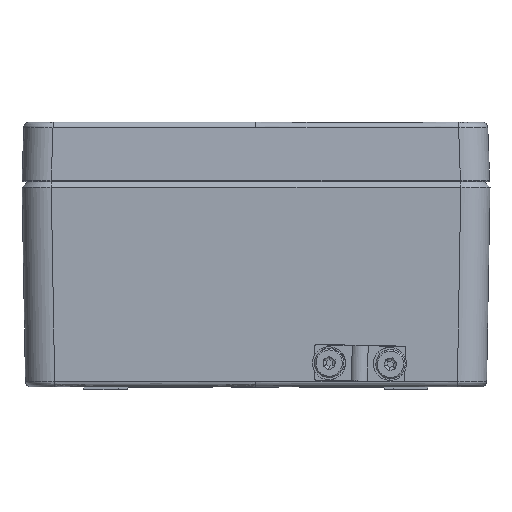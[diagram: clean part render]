
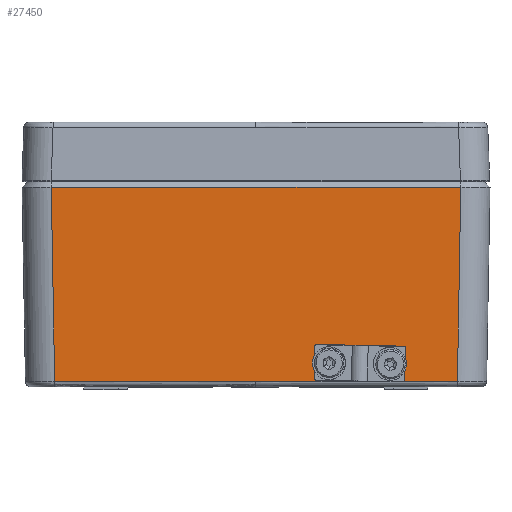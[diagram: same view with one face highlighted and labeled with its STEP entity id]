
A CAD part, front view. The second image highlights one B-rep face of the part: STEP entity #27450.
In plain terms, the highlighted planar face has unit normal (0, -1, -0.018).
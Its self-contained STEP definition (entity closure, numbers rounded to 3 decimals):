
#43 = VERTEX_POINT('',#44);
#44 = CARTESIAN_POINT('',(25.105,-79.067,
    -65.335));
#50 = EDGE_CURVE('',#51,#43,#53,.T.);
#51 = VERTEX_POINT('',#52);
#52 = CARTESIAN_POINT('',(25.105,-79.172,
    -59.336));
#53 = CIRCLE('',#54,3.);
#54 = AXIS2_PLACEMENT_3D('',#55,#56,#57);
#55 = CARTESIAN_POINT('',(25.105,-79.119,
    -62.336));
#56 = DIRECTION('',(0.,-1.,-0.017));
#57 = DIRECTION('',(0.,0.017,-1.));
#85 = VERTEX_POINT('',#86);
#86 = CARTESIAN_POINT('',(46.105,-79.067,
    -65.335));
#92 = EDGE_CURVE('',#93,#85,#95,.T.);
#93 = VERTEX_POINT('',#94);
#94 = CARTESIAN_POINT('',(46.105,-79.172,
    -59.336));
#95 = CIRCLE('',#96,3.);
#96 = AXIS2_PLACEMENT_3D('',#97,#98,#99);
#97 = CARTESIAN_POINT('',(46.105,-79.119,
    -62.336));
#98 = DIRECTION('',(0.,-1.,-0.017));
#99 = DIRECTION('',(0.,0.017,-1.));
#24942 = VERTEX_POINT('',#24943);
#24943 = CARTESIAN_POINT('',(-68.854,-79.014,
    -68.335));
#25055 = VERTEX_POINT('',#25056);
#25056 = CARTESIAN_POINT('',(0.,-79.014,
    -68.335));
#25068 = EDGE_CURVE('',#25055,#24942,#25069,.T.);
#25069 = LINE('',#25070,#25071);
#25070 = CARTESIAN_POINT('',(-34.128,-79.014,
    -68.335));
#25071 = VECTOR('',#25072,1.);
#25072 = DIRECTION('',(-1.,0.,-0.));
#25207 = EDGE_CURVE('',#25055,#25208,#25210,.T.);
#25208 = VERTEX_POINT('',#25209);
#25209 = CARTESIAN_POINT('',(69.004,-79.014,
    -68.335));
#25210 = LINE('',#25211,#25212);
#25211 = CARTESIAN_POINT('',(34.37,-79.014,
    -68.335));
#25212 = VECTOR('',#25213,1.);
#25213 = DIRECTION('',(1.,0.,-0.));
#27425 = EDGE_CURVE('',#24942,#27426,#27428,.T.);
#27426 = VERTEX_POINT('',#27427);
#27427 = CARTESIAN_POINT('',(-70.012,-80.172,
    -2.));
#27428 = LINE('',#27429,#27430);
#27429 = CARTESIAN_POINT('',(-69.433,-79.594,
    -35.15));
#27430 = VECTOR('',#27431,1.);
#27431 = DIRECTION('',(-0.017,-0.017,
    1.));
#27450 = ADVANCED_FACE('',(#27451,#27461,#27471),#27501,.F.);
#27451 = FACE_BOUND('',#27452,.T.);
#27452 = EDGE_LOOP('',(#27453,#27460));
#27453 = ORIENTED_EDGE('',*,*,#27454,.F.);
#27454 = EDGE_CURVE('',#43,#51,#27455,.T.);
#27455 = CIRCLE('',#27456,3.);
#27456 = AXIS2_PLACEMENT_3D('',#27457,#27458,#27459);
#27457 = CARTESIAN_POINT('',(25.105,-79.119,
    -62.336));
#27458 = DIRECTION('',(0.,-1.,-0.017));
#27459 = DIRECTION('',(0.,0.017,-1.));
#27460 = ORIENTED_EDGE('',*,*,#50,.F.);
#27461 = FACE_BOUND('',#27462,.T.);
#27462 = EDGE_LOOP('',(#27463,#27470));
#27463 = ORIENTED_EDGE('',*,*,#27464,.F.);
#27464 = EDGE_CURVE('',#85,#93,#27465,.T.);
#27465 = CIRCLE('',#27466,3.);
#27466 = AXIS2_PLACEMENT_3D('',#27467,#27468,#27469);
#27467 = CARTESIAN_POINT('',(46.105,-79.119,
    -62.336));
#27468 = DIRECTION('',(0.,-1.,-0.017));
#27469 = DIRECTION('',(0.,0.017,-1.));
#27470 = ORIENTED_EDGE('',*,*,#92,.F.);
#27471 = FACE_BOUND('',#27472,.F.);
#27472 = EDGE_LOOP('',(#27473,#27474,#27483,#27492,#27499,#27500));
#27473 = ORIENTED_EDGE('',*,*,#27425,.T.);
#27474 = ORIENTED_EDGE('',*,*,#27475,.T.);
#27475 = EDGE_CURVE('',#27426,#27476,#27478,.T.);
#27476 = VERTEX_POINT('',#27477);
#27477 = CARTESIAN_POINT('',(0.,-80.172,
    -2.));
#27478 = B_SPLINE_CURVE_WITH_KNOTS('',3,(#27479,#27480,#27481,#27482),
  .UNSPECIFIED.,.F.,.F.,(4,4),(0.,1.),.PIECEWISE_BEZIER_KNOTS.);
#27479 = CARTESIAN_POINT('',(-70.012,-80.172,
    -2.));
#27480 = CARTESIAN_POINT('',(-46.674,-80.172,
    -2.));
#27481 = CARTESIAN_POINT('',(-23.337,-80.172,
    -2.));
#27482 = CARTESIAN_POINT('',(0.,-80.172,
    -2.));
#27483 = ORIENTED_EDGE('',*,*,#27484,.F.);
#27484 = EDGE_CURVE('',#27485,#27476,#27487,.T.);
#27485 = VERTEX_POINT('',#27486);
#27486 = CARTESIAN_POINT('',(70.162,-80.172,
    -2.));
#27487 = B_SPLINE_CURVE_WITH_KNOTS('',3,(#27488,#27489,#27490,#27491),
  .UNSPECIFIED.,.F.,.F.,(4,4),(0.,1.),.PIECEWISE_BEZIER_KNOTS.);
#27488 = CARTESIAN_POINT('',(70.162,-80.172,
    -2.));
#27489 = CARTESIAN_POINT('',(46.774,-80.172,
    -2.));
#27490 = CARTESIAN_POINT('',(23.387,-80.172,
    -2.));
#27491 = CARTESIAN_POINT('',(0.,-80.172,
    -2.));
#27492 = ORIENTED_EDGE('',*,*,#27493,.F.);
#27493 = EDGE_CURVE('',#25208,#27485,#27494,.T.);
#27494 = B_SPLINE_CURVE_WITH_KNOTS('',3,(#27495,#27496,#27497,#27498),
  .UNSPECIFIED.,.F.,.F.,(4,4),(0.,1.),.PIECEWISE_BEZIER_KNOTS.);
#27495 = CARTESIAN_POINT('',(69.004,-79.014,
    -68.335));
#27496 = CARTESIAN_POINT('',(69.39,-79.4,
    -46.223));
#27497 = CARTESIAN_POINT('',(69.776,-79.786,
    -24.111));
#27498 = CARTESIAN_POINT('',(70.162,-80.172,
    -2.));
#27499 = ORIENTED_EDGE('',*,*,#25207,.F.);
#27500 = ORIENTED_EDGE('',*,*,#25068,.T.);
#27501 = PLANE('',#27502);
#27502 = AXIS2_PLACEMENT_3D('',#27503,#27504,#27505);
#27503 = CARTESIAN_POINT('',(90.476,-81.953,99.985)
  );
#27504 = DIRECTION('',(0.,1.,
    0.017));
#27505 = DIRECTION('',(0.,0.017,
    -1.));
